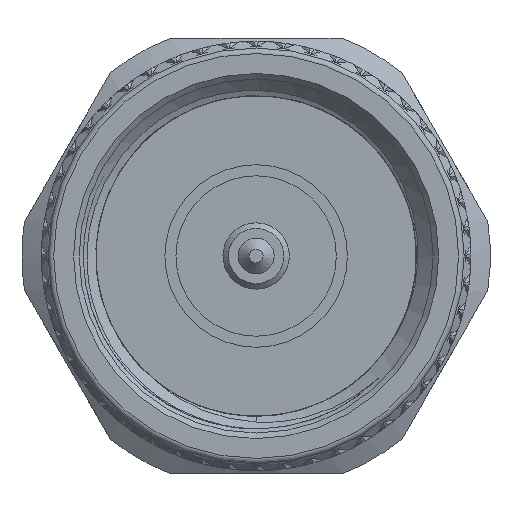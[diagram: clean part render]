
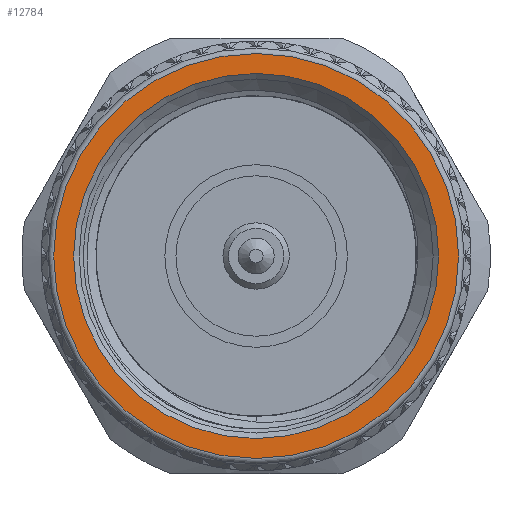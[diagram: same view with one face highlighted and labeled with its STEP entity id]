
A CAD part, left-side view. The second image highlights one B-rep face of the part: STEP entity #12784.
In plain terms, the highlighted planar face has unit normal (-1, 0, 0).
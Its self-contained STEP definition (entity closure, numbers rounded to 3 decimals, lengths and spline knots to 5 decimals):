
#581 = DIRECTION ( 'NONE',  ( 1., 0., 0. ) ) ;
#1179 = CARTESIAN_POINT ( 'NONE',  ( 0., -0.36598, 0. ) ) ;
#1349 = ORIENTED_EDGE ( 'NONE', *, *, #57397, .T. ) ;
#3777 = CIRCLE ( 'NONE', #57832, 0.36598 ) ;
#4647 = DIRECTION ( 'NONE',  ( 0., 1., 0. ) ) ;
#5862 = CARTESIAN_POINT ( 'NONE',  ( 0., 0.33, 0. ) ) ;
#9959 = VERTEX_POINT ( 'NONE', #5862 ) ;
#12784 = ADVANCED_FACE ( 'NONE', ( #21239, #40371 ), #50090, .F. ) ;
#16270 = DIRECTION ( 'NONE',  ( 0., -1., 0. ) ) ;
#16413 = EDGE_LOOP ( 'NONE', ( #48653 ) ) ;
#20625 = DIRECTION ( 'NONE',  ( 0., -1., 0. ) ) ;
#21239 = FACE_BOUND ( 'NONE', #16413, .T. ) ;
#37248 = AXIS2_PLACEMENT_3D ( 'NONE', #38850, #581, #4647 ) ;
#37994 = AXIS2_PLACEMENT_3D ( 'NONE', #59490, #40687, #20625 ) ;
#38850 = CARTESIAN_POINT ( 'NONE',  ( 0., 0., 0. ) ) ;
#40093 = CARTESIAN_POINT ( 'NONE',  ( 0., 0., 0. ) ) ;
#40371 = FACE_OUTER_BOUND ( 'NONE', #59527, .T. ) ;
#40687 = DIRECTION ( 'NONE',  ( 1., 0., 0. ) ) ;
#45268 = CIRCLE ( 'NONE', #37248, 0.33 ) ;
#45429 = DIRECTION ( 'NONE',  ( -1., 0., 0. ) ) ;
#48653 = ORIENTED_EDGE ( 'NONE', *, *, #49801, .T. ) ;
#49801 = EDGE_CURVE ( 'NONE', #9959, #9959, #45268, .T. ) ;
#50090 = PLANE ( 'NONE',  #37994 ) ;
#51476 = VERTEX_POINT ( 'NONE', #1179 ) ;
#57397 = EDGE_CURVE ( 'NONE', #51476, #51476, #3777, .T. ) ;
#57832 = AXIS2_PLACEMENT_3D ( 'NONE', #40093, #45429, #16270 ) ;
#59490 = CARTESIAN_POINT ( 'NONE',  ( 0., 0.36879, 0. ) ) ;
#59527 = EDGE_LOOP ( 'NONE', ( #1349 ) ) ;
